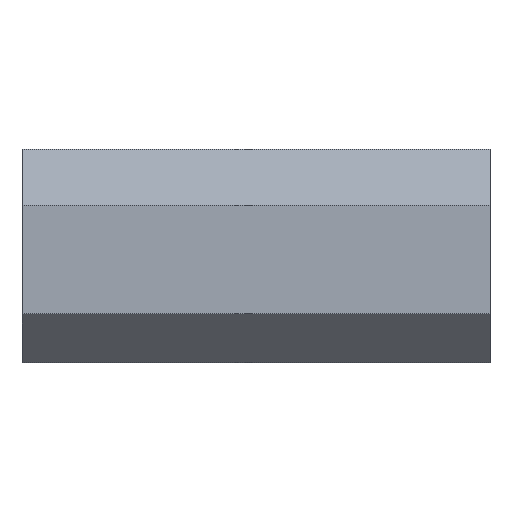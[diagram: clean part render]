
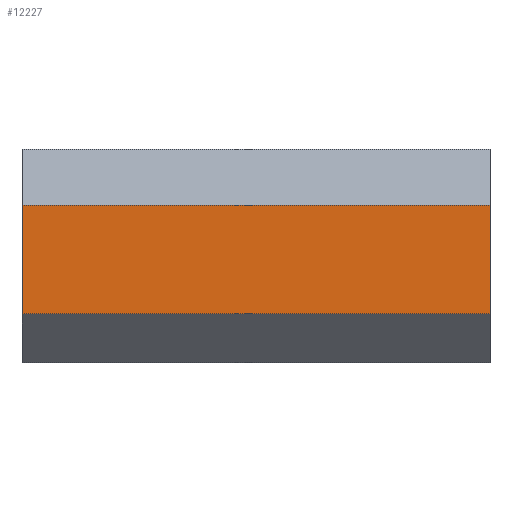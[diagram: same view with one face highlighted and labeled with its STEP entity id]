
A CAD part, top view. The second image highlights one B-rep face of the part: STEP entity #12227.
In plain terms, the highlighted planar face has unit normal (0, 0, 1).
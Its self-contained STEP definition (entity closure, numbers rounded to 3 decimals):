
#10592 = PLANE('',#10593);
#10593 = AXIS2_PLACEMENT_3D('',#10594,#10595,#10596);
#10594 = CARTESIAN_POINT('',(23.75,1.731,5.523));
#10595 = DIRECTION('',(1.,0.,0.));
#10596 = DIRECTION('',(0.,0.,1.));
#10646 = PLANE('',#10647);
#10647 = AXIS2_PLACEMENT_3D('',#10648,#10649,#10650);
#10648 = CARTESIAN_POINT('',(-1.25,1.731,5.523));
#10649 = DIRECTION('',(1.,0.,0.));
#10650 = DIRECTION('',(0.,0.,1.));
#10777 = PLANE('',#10778);
#10778 = AXIS2_PLACEMENT_3D('',#10779,#10780,#10781);
#10779 = CARTESIAN_POINT('',(-1.25,8.4,8.5));
#10780 = DIRECTION('',(0.,-0.447,-0.894));
#10781 = DIRECTION('',(0.,-0.894,0.447));
#10816 = VERTEX_POINT('',#10817);
#10817 = CARTESIAN_POINT('',(-1.25,5.4,10.));
#10838 = EDGE_CURVE('',#10816,#10839,#10841,.T.);
#10839 = VERTEX_POINT('',#10840);
#10840 = CARTESIAN_POINT('',(-1.25,-0.4,10.));
#10841 = SURFACE_CURVE('',#10842,(#10846,#10853),.PCURVE_S1.);
#10842 = LINE('',#10843,#10844);
#10843 = CARTESIAN_POINT('',(-1.25,5.4,10.));
#10844 = VECTOR('',#10845,1.);
#10845 = DIRECTION('',(0.,-1.,0.));
#10846 = PCURVE('',#10646,#10847);
#10847 = DEFINITIONAL_REPRESENTATION('',(#10848),#10852);
#10848 = LINE('',#10849,#10850);
#10849 = CARTESIAN_POINT('',(4.477,-3.669));
#10850 = VECTOR('',#10851,1.);
#10851 = DIRECTION('',(0.,1.));
#10852 = ( GEOMETRIC_REPRESENTATION_CONTEXT(2) 
PARAMETRIC_REPRESENTATION_CONTEXT() REPRESENTATION_CONTEXT('2D SPACE',''
  ) );
#10853 = PCURVE('',#10854,#10859);
#10854 = PLANE('',#10855);
#10855 = AXIS2_PLACEMENT_3D('',#10856,#10857,#10858);
#10856 = CARTESIAN_POINT('',(-1.25,5.4,10.));
#10857 = DIRECTION('',(0.,0.,-1.));
#10858 = DIRECTION('',(0.,-1.,0.));
#10859 = DEFINITIONAL_REPRESENTATION('',(#10860),#10864);
#10860 = LINE('',#10861,#10862);
#10861 = CARTESIAN_POINT('',(0.,-0.));
#10862 = VECTOR('',#10863,1.);
#10863 = DIRECTION('',(1.,0.));
#10864 = ( GEOMETRIC_REPRESENTATION_CONTEXT(2) 
PARAMETRIC_REPRESENTATION_CONTEXT() REPRESENTATION_CONTEXT('2D SPACE',''
  ) );
#10882 = PLANE('',#10883);
#10883 = AXIS2_PLACEMENT_3D('',#10884,#10885,#10886);
#10884 = CARTESIAN_POINT('',(-1.25,-0.4,10.));
#10885 = DIRECTION('',(0.,0.707,-0.707));
#10886 = DIRECTION('',(0.,-0.707,-0.707));
#10978 = VERTEX_POINT('',#10979);
#10979 = CARTESIAN_POINT('',(23.75,5.4,10.));
#11000 = EDGE_CURVE('',#10978,#11001,#11003,.T.);
#11001 = VERTEX_POINT('',#11002);
#11002 = CARTESIAN_POINT('',(23.75,-0.4,10.));
#11003 = SURFACE_CURVE('',#11004,(#11008,#11015),.PCURVE_S1.);
#11004 = LINE('',#11005,#11006);
#11005 = CARTESIAN_POINT('',(23.75,5.4,10.));
#11006 = VECTOR('',#11007,1.);
#11007 = DIRECTION('',(0.,-1.,0.));
#11008 = PCURVE('',#10592,#11009);
#11009 = DEFINITIONAL_REPRESENTATION('',(#11010),#11014);
#11010 = LINE('',#11011,#11012);
#11011 = CARTESIAN_POINT('',(4.477,-3.669));
#11012 = VECTOR('',#11013,1.);
#11013 = DIRECTION('',(0.,1.));
#11014 = ( GEOMETRIC_REPRESENTATION_CONTEXT(2) 
PARAMETRIC_REPRESENTATION_CONTEXT() REPRESENTATION_CONTEXT('2D SPACE',''
  ) );
#11015 = PCURVE('',#10854,#11016);
#11016 = DEFINITIONAL_REPRESENTATION('',(#11017),#11021);
#11017 = LINE('',#11018,#11019);
#11018 = CARTESIAN_POINT('',(0.,-25.));
#11019 = VECTOR('',#11020,1.);
#11020 = DIRECTION('',(1.,0.));
#11021 = ( GEOMETRIC_REPRESENTATION_CONTEXT(2) 
PARAMETRIC_REPRESENTATION_CONTEXT() REPRESENTATION_CONTEXT('2D SPACE',''
  ) );
#12206 = EDGE_CURVE('',#10816,#10978,#12207,.T.);
#12207 = SURFACE_CURVE('',#12208,(#12212,#12219),.PCURVE_S1.);
#12208 = LINE('',#12209,#12210);
#12209 = CARTESIAN_POINT('',(-1.25,5.4,10.));
#12210 = VECTOR('',#12211,1.);
#12211 = DIRECTION('',(1.,0.,0.));
#12212 = PCURVE('',#10777,#12213);
#12213 = DEFINITIONAL_REPRESENTATION('',(#12214),#12218);
#12214 = LINE('',#12215,#12216);
#12215 = CARTESIAN_POINT('',(3.354,0.));
#12216 = VECTOR('',#12217,1.);
#12217 = DIRECTION('',(0.,-1.));
#12218 = ( GEOMETRIC_REPRESENTATION_CONTEXT(2) 
PARAMETRIC_REPRESENTATION_CONTEXT() REPRESENTATION_CONTEXT('2D SPACE',''
  ) );
#12219 = PCURVE('',#10854,#12220);
#12220 = DEFINITIONAL_REPRESENTATION('',(#12221),#12225);
#12221 = LINE('',#12222,#12223);
#12222 = CARTESIAN_POINT('',(0.,-0.));
#12223 = VECTOR('',#12224,1.);
#12224 = DIRECTION('',(0.,-1.));
#12225 = ( GEOMETRIC_REPRESENTATION_CONTEXT(2) 
PARAMETRIC_REPRESENTATION_CONTEXT() REPRESENTATION_CONTEXT('2D SPACE',''
  ) );
#12227 = ADVANCED_FACE('',(#12228),#10854,.F.);
#12228 = FACE_BOUND('',#12229,.F.);
#12229 = EDGE_LOOP('',(#12230,#12231,#12232,#12253));
#12230 = ORIENTED_EDGE('',*,*,#12206,.T.);
#12231 = ORIENTED_EDGE('',*,*,#11000,.T.);
#12232 = ORIENTED_EDGE('',*,*,#12233,.F.);
#12233 = EDGE_CURVE('',#10839,#11001,#12234,.T.);
#12234 = SURFACE_CURVE('',#12235,(#12239,#12246),.PCURVE_S1.);
#12235 = LINE('',#12236,#12237);
#12236 = CARTESIAN_POINT('',(-1.25,-0.4,10.));
#12237 = VECTOR('',#12238,1.);
#12238 = DIRECTION('',(1.,0.,0.));
#12239 = PCURVE('',#10854,#12240);
#12240 = DEFINITIONAL_REPRESENTATION('',(#12241),#12245);
#12241 = LINE('',#12242,#12243);
#12242 = CARTESIAN_POINT('',(5.8,0.));
#12243 = VECTOR('',#12244,1.);
#12244 = DIRECTION('',(0.,-1.));
#12245 = ( GEOMETRIC_REPRESENTATION_CONTEXT(2) 
PARAMETRIC_REPRESENTATION_CONTEXT() REPRESENTATION_CONTEXT('2D SPACE',''
  ) );
#12246 = PCURVE('',#10882,#12247);
#12247 = DEFINITIONAL_REPRESENTATION('',(#12248),#12252);
#12248 = LINE('',#12249,#12250);
#12249 = CARTESIAN_POINT('',(0.,0.));
#12250 = VECTOR('',#12251,1.);
#12251 = DIRECTION('',(0.,-1.));
#12252 = ( GEOMETRIC_REPRESENTATION_CONTEXT(2) 
PARAMETRIC_REPRESENTATION_CONTEXT() REPRESENTATION_CONTEXT('2D SPACE',''
  ) );
#12253 = ORIENTED_EDGE('',*,*,#10838,.F.);
